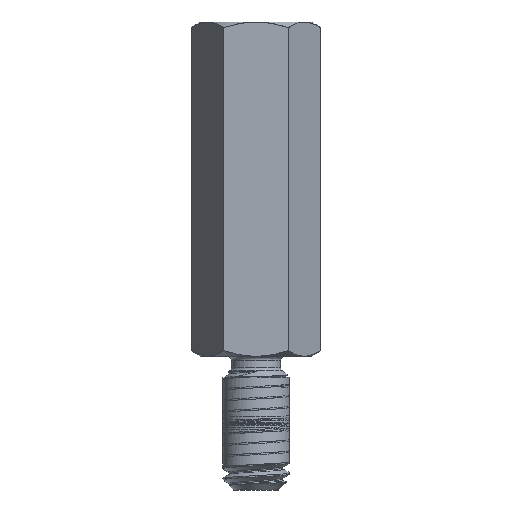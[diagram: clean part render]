
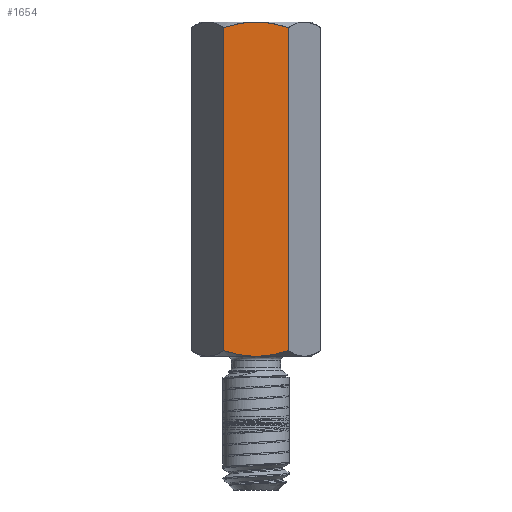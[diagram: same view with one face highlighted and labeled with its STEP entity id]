
A CAD part, front view. The second image highlights one B-rep face of the part: STEP entity #1654.
In plain terms, the highlighted planar face has unit normal (0, -1, 0).
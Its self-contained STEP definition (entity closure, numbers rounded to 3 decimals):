
#18 = CARTESIAN_POINT ( 'NONE',  ( 0.459, -2.5, 14.98 ) ) ;
#252 = ORIENTED_EDGE ( 'NONE', *, *, #5059, .T. ) ;
#639 = CARTESIAN_POINT ( 'NONE',  ( 0.931, -2.5, 14.898 ) ) ;
#1468 = CARTESIAN_POINT ( 'NONE',  ( 1.443, -2.5, 0. ) ) ;
#1525 = FACE_OUTER_BOUND ( 'NONE', #13455, .T. ) ;
#1586 = CARTESIAN_POINT ( 'NONE',  ( -0.228, -2.5, 0. ) ) ;
#1654 = ADVANCED_FACE ( 'NONE', ( #1525 ), #14812, .T. ) ;
#1853 = DIRECTION ( 'NONE',  ( 0., 0., -1. ) ) ;
#1862 = CARTESIAN_POINT ( 'NONE',  ( 0., -2.5, 15. ) ) ;
#1892 = ORIENTED_EDGE ( 'NONE', *, *, #6205, .T. ) ;
#2000 = VECTOR ( 'NONE', #8782, 1000. ) ;
#2181 = CARTESIAN_POINT ( 'NONE',  ( -1.443, -2.5, 0.25 ) ) ;
#2836 = CARTESIAN_POINT ( 'NONE',  ( -0.931, -2.5, 0.102 ) ) ;
#2901 = EDGE_CURVE ( 'NONE', #8413, #8335, #6917, .T. ) ;
#2958 = CARTESIAN_POINT ( 'NONE',  ( 1.443, -2.5, 14.75 ) ) ;
#3294 = CARTESIAN_POINT ( 'NONE',  ( 1.443, -2.5, 0.25 ) ) ;
#3419 = CARTESIAN_POINT ( 'NONE',  ( -0.459, -2.5, 14.979 ) ) ;
#4257 = CARTESIAN_POINT ( 'NONE',  ( 0.228, -2.5, 15. ) ) ;
#4344 = B_SPLINE_CURVE_WITH_KNOTS ( 'NONE', 3,
 ( #12081, #11078, #639, #18, #4257, #1862 ),
 .UNSPECIFIED., .F., .F.,
 ( 4, 2, 4 ),
 ( 0., 0.5, 1. ),
 .UNSPECIFIED. ) ;
#4723 = CARTESIAN_POINT ( 'NONE',  ( 0.931, -2.5, 0.102 ) ) ;
#4765 = ORIENTED_EDGE ( 'NONE', *, *, #6709, .T. ) ;
#4823 = EDGE_CURVE ( 'NONE', #5406, #5060, #14335, .T. ) ;
#4972 = ORIENTED_EDGE ( 'NONE', *, *, #2901, .T. ) ;
#5044 = CARTESIAN_POINT ( 'NONE',  ( -1.443, -2.5, 14.75 ) ) ;
#5059 = EDGE_CURVE ( 'NONE', #15498, #5406, #8315, .T. ) ;
#5060 = VERTEX_POINT ( 'NONE', #2181 ) ;
#5406 = VERTEX_POINT ( 'NONE', #5044 ) ;
#5840 = VERTEX_POINT ( 'NONE', #2958 ) ;
#6205 = EDGE_CURVE ( 'NONE', #5840, #15498, #4344, .T. ) ;
#6328 = CARTESIAN_POINT ( 'NONE',  ( 0.227, -2.5, 0. ) ) ;
#6523 = CARTESIAN_POINT ( 'NONE',  ( 0., -2.5, 0. ) ) ;
#6709 = EDGE_CURVE ( 'NONE', #5060, #8413, #10491, .T. ) ;
#6917 = B_SPLINE_CURVE_WITH_KNOTS ( 'NONE', 3,
 ( #10149, #6328, #15085, #4723, #12666, #12548 ),
 .UNSPECIFIED., .F., .F.,
 ( 4, 2, 4 ),
 ( 0., 0.5, 1. ),
 .UNSPECIFIED. ) ;
#7127 = EDGE_CURVE ( 'NONE', #8335, #5840, #8990, .T. ) ;
#7132 = CARTESIAN_POINT ( 'NONE',  ( -1.443, -2.5, 14.75 ) ) ;
#7298 = DIRECTION ( 'NONE',  ( 0., 0., -1. ) ) ;
#7424 = VECTOR ( 'NONE', #1853, 1000. ) ;
#8315 = B_SPLINE_CURVE_WITH_KNOTS ( 'NONE', 3,
 ( #10817, #9575, #3419, #8347, #15682, #7132 ),
 .UNSPECIFIED., .F., .F.,
 ( 4, 2, 4 ),
 ( 0., 0.5, 1. ),
 .UNSPECIFIED. ) ;
#8335 = VERTEX_POINT ( 'NONE', #3294 ) ;
#8347 = CARTESIAN_POINT ( 'NONE',  ( -0.931, -2.5, 14.898 ) ) ;
#8413 = VERTEX_POINT ( 'NONE', #15610 ) ;
#8782 = DIRECTION ( 'NONE',  ( 0., 0., 1. ) ) ;
#8879 = DIRECTION ( 'NONE',  ( 0., -1., 0. ) ) ;
#8990 = LINE ( 'NONE', #9472, #2000 ) ;
#9472 = CARTESIAN_POINT ( 'NONE',  ( 1.443, -2.5, 0. ) ) ;
#9575 = CARTESIAN_POINT ( 'NONE',  ( -0.227, -2.5, 15. ) ) ;
#10149 = CARTESIAN_POINT ( 'NONE',  ( 0., -2.5, 0. ) ) ;
#10172 = CARTESIAN_POINT ( 'NONE',  ( -1.181, -2.5, 0.165 ) ) ;
#10228 = CARTESIAN_POINT ( 'NONE',  ( -0.459, -2.5, 0.02 ) ) ;
#10491 = B_SPLINE_CURVE_WITH_KNOTS ( 'NONE', 3,
 ( #13882, #10172, #2836, #10228, #1586, #6523 ),
 .UNSPECIFIED., .F., .F.,
 ( 4, 2, 4 ),
 ( 0., 0.5, 1. ),
 .UNSPECIFIED. ) ;
#10817 = CARTESIAN_POINT ( 'NONE',  ( 0., -2.5, 15. ) ) ;
#11078 = CARTESIAN_POINT ( 'NONE',  ( 1.181, -2.5, 14.835 ) ) ;
#12081 = CARTESIAN_POINT ( 'NONE',  ( 1.443, -2.5, 14.75 ) ) ;
#12238 = ORIENTED_EDGE ( 'NONE', *, *, #7127, .T. ) ;
#12548 = CARTESIAN_POINT ( 'NONE',  ( 1.443, -2.5, 0.25 ) ) ;
#12642 = ORIENTED_EDGE ( 'NONE', *, *, #4823, .T. ) ;
#12666 = CARTESIAN_POINT ( 'NONE',  ( 1.181, -2.5, 0.165 ) ) ;
#13455 = EDGE_LOOP ( 'NONE', ( #12642, #4765, #4972, #12238, #1892, #252 ) ) ;
#13882 = CARTESIAN_POINT ( 'NONE',  ( -1.443, -2.5, 0.25 ) ) ;
#13919 = CARTESIAN_POINT ( 'NONE',  ( 0., -2.5, 15. ) ) ;
#14064 = AXIS2_PLACEMENT_3D ( 'NONE', #1468, #8879, #7298 ) ;
#14335 = LINE ( 'NONE', #14944, #7424 ) ;
#14812 = PLANE ( 'NONE',  #14064 ) ;
#14944 = CARTESIAN_POINT ( 'NONE',  ( -1.443, -2.5, 0. ) ) ;
#15085 = CARTESIAN_POINT ( 'NONE',  ( 0.459, -2.5, 0.021 ) ) ;
#15498 = VERTEX_POINT ( 'NONE', #13919 ) ;
#15610 = CARTESIAN_POINT ( 'NONE',  ( 0., -2.5, 0. ) ) ;
#15682 = CARTESIAN_POINT ( 'NONE',  ( -1.181, -2.5, 14.835 ) ) ;
